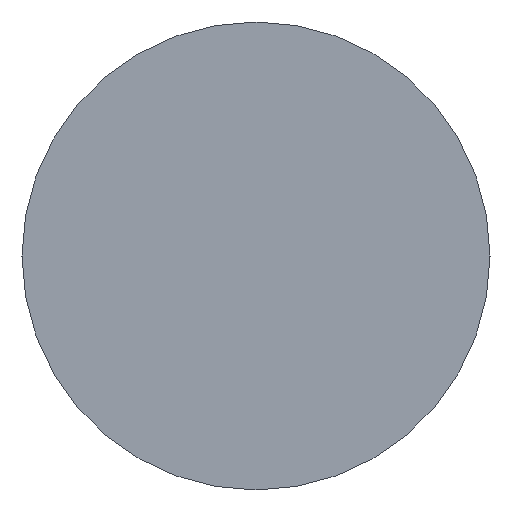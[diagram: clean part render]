
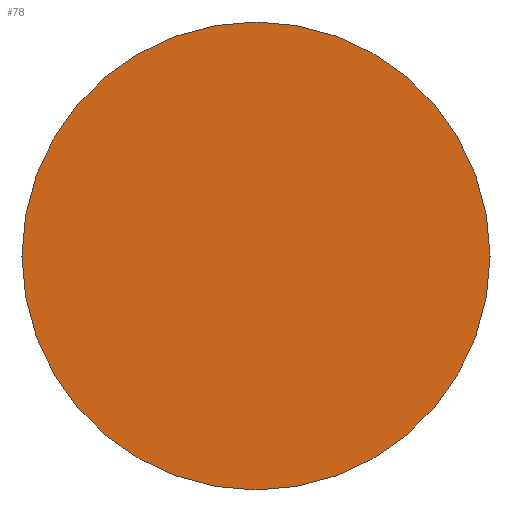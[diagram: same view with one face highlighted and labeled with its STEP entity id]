
A CAD part, front view. The second image highlights one B-rep face of the part: STEP entity #78.
In plain terms, the highlighted planar face has unit normal (0, -1, 0).
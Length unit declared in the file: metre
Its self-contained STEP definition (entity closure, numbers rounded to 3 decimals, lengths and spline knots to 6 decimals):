
#78=ADVANCED_FACE('0:23',(#161),#162,.T.);
#161=FACE_OUTER_BOUND('',#326,.T.);
#162=PLANE('',#327);
#326=EDGE_LOOP('',(#677,#678));
#327=AXIS2_PLACEMENT_3D('',#679,#680,#681);
#677=ORIENTED_EDGE('',*,*,#1061,.F.);
#678=ORIENTED_EDGE('',*,*,#1060,.F.);
#679=CARTESIAN_POINT('',(0.,-0.0008,0.0));
#680=DIRECTION('',(0.,-1.0,0.0));
#681=DIRECTION('',(1.0,0.,0.0));
#1060=EDGE_CURVE('0:198',#1606,#1604,#1608,.T.);
#1061=EDGE_CURVE('0:198',#1604,#1606,#1609,.T.);
#1604=VERTEX_POINT('',#1924);
#1606=VERTEX_POINT('',#1927);
#1608=CIRCLE('',#1930,0.005);
#1609=CIRCLE('',#1931,0.005);
#1924=CARTESIAN_POINT('',(-0.010432,-0.0008,0.0));
#1927=CARTESIAN_POINT('',(-0.000432,-0.0008,0.));
#1930=AXIS2_PLACEMENT_3D('',#2254,#2255,#2256);
#1931=AXIS2_PLACEMENT_3D('',#2257,#2258,#2259);
#2254=CARTESIAN_POINT('',(-0.005432,-0.0008,0.0));
#2255=DIRECTION('',(0.,1.0,0.0));
#2256=DIRECTION('',(-1.0,0.,0.0));
#2257=CARTESIAN_POINT('',(-0.005432,-0.0008,0.0));
#2258=DIRECTION('',(0.,1.0,0.0));
#2259=DIRECTION('',(-1.0,0.,0.0));
